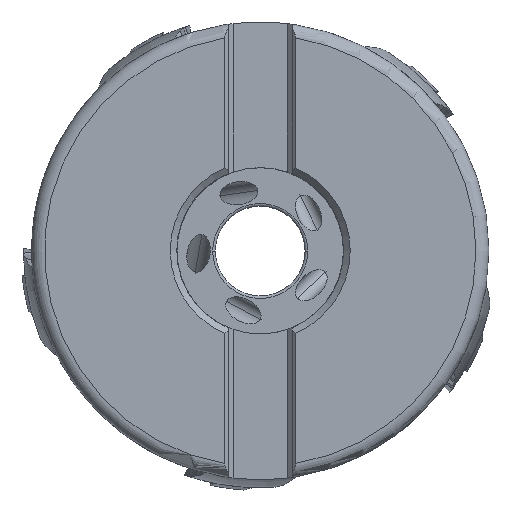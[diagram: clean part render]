
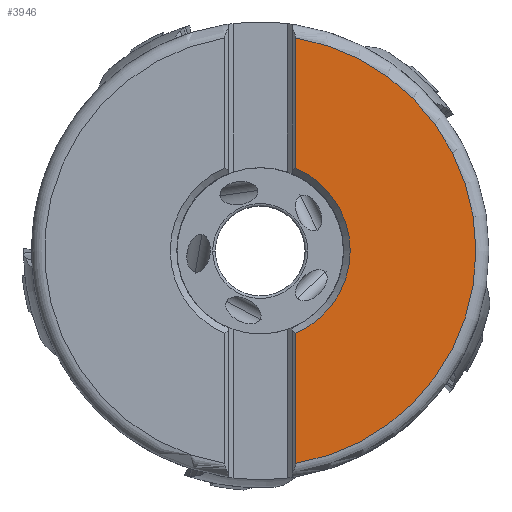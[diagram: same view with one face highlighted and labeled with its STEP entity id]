
A CAD part, top view. The second image highlights one B-rep face of the part: STEP entity #3946.
In plain terms, the highlighted planar face has unit normal (0, 0, 1).
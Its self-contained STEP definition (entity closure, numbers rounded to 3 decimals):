
#1127=PLANE('',#21507);
#1779=LINE('',#39043,#2861);
#1780=LINE('',#39045,#2862);
#2861=VECTOR('',#25520,1.);
#2862=VECTOR('',#25523,1.);
#3946=ADVANCED_FACE('',(#5165),#1127,.T.);
#5165=FACE_OUTER_BOUND('',#6245,.T.);
#6245=EDGE_LOOP('',(#11099,#11100,#11101,#11102,#11103,#11104));
#7452=CIRCLE('',#21501,32.925);
#7453=CIRCLE('',#21502,32.925);
#7454=CIRCLE('',#21505,13.735);
#7455=CIRCLE('',#21506,13.735);
#11099=ORIENTED_EDGE('',*,*,#17754,.F.);
#11100=ORIENTED_EDGE('',*,*,#17751,.F.);
#11101=ORIENTED_EDGE('',*,*,#17750,.F.);
#11102=ORIENTED_EDGE('',*,*,#17755,.F.);
#11103=ORIENTED_EDGE('',*,*,#17756,.F.);
#11104=ORIENTED_EDGE('',*,*,#17757,.F.);
#15288=VERTEX_POINT('',#39020);
#15289=VERTEX_POINT('',#39022);
#15290=VERTEX_POINT('',#39024);
#15291=VERTEX_POINT('',#39042);
#15292=VERTEX_POINT('',#39046);
#15293=VERTEX_POINT('',#39048);
#17750=EDGE_CURVE('',#15288,#15289,#7452,.T.);
#17751=EDGE_CURVE('',#15289,#15290,#7453,.T.);
#17754=EDGE_CURVE('',#15290,#15291,#1779,.T.);
#17755=EDGE_CURVE('',#15292,#15288,#1780,.T.);
#17756=EDGE_CURVE('',#15293,#15292,#7454,.T.);
#17757=EDGE_CURVE('',#15291,#15293,#7455,.T.);
#21501=AXIS2_PLACEMENT_3D('',#39021,#25514,#25515);
#21502=AXIS2_PLACEMENT_3D('',#39023,#25516,#25517);
#21505=AXIS2_PLACEMENT_3D('',#39047,#25524,#25525);
#21506=AXIS2_PLACEMENT_3D('',#39049,#25526,#25527);
#21507=AXIS2_PLACEMENT_3D('',#39050,#25528,#25529);
#25514=DIRECTION('',(0.,0.,-1.));
#25515=DIRECTION('',(0.164,0.986,0.));
#25516=DIRECTION('',(0.,0.,-1.));
#25517=DIRECTION('',(1.,0.,0.));
#25520=DIRECTION('',(0.,1.,0.));
#25523=DIRECTION('',(0.,1.,0.));
#25524=DIRECTION('',(0.,0.,1.));
#25525=DIRECTION('',(1.,0.,0.));
#25526=DIRECTION('',(0.,0.,1.));
#25527=DIRECTION('',(0.393,-0.919,0.));
#25528=DIRECTION('',(0.,0.,1.));
#25529=DIRECTION('',(1.,0.,0.));
#39020=CARTESIAN_POINT('',(5.4,32.479,0.));
#39021=CARTESIAN_POINT('',(0.,0.,0.));
#39022=CARTESIAN_POINT('',(32.925,0.,0.));
#39023=CARTESIAN_POINT('',(0.,0.,0.));
#39024=CARTESIAN_POINT('',(5.4,-32.479,0.));
#39042=CARTESIAN_POINT('',(5.4,-12.629,0.));
#39043=CARTESIAN_POINT('',(5.4,-32.479,0.));
#39045=CARTESIAN_POINT('',(5.4,12.629,0.));
#39046=CARTESIAN_POINT('',(5.4,12.629,0.));
#39047=CARTESIAN_POINT('',(0.,0.,0.));
#39048=CARTESIAN_POINT('',(13.735,0.,0.));
#39049=CARTESIAN_POINT('',(0.,0.,0.));
#39050=CARTESIAN_POINT('',(19.163,0.,0.));
